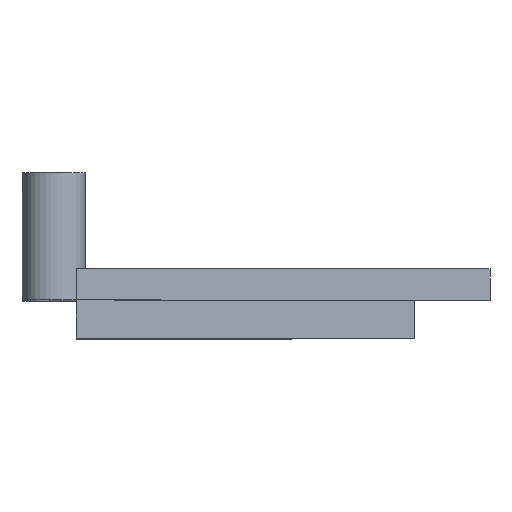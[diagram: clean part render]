
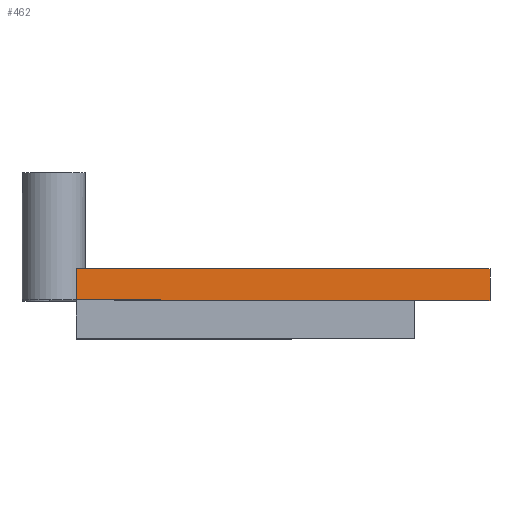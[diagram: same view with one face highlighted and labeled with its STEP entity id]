
A CAD part, top view. The second image highlights one B-rep face of the part: STEP entity #462.
In plain terms, the highlighted planar face has unit normal (0.707, 0, 0.707).
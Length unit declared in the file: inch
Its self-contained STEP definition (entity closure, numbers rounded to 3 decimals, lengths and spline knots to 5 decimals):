
#66=FACE_OUTER_BOUND('',#95,.T.);
#95=EDGE_LOOP('',(#399,#400,#401,#402));
#137=LINE('',#752,#183);
#142=LINE('',#782,#188);
#143=LINE('',#784,#189);
#144=LINE('',#785,#190);
#183=VECTOR('',#609,0.3937);
#188=VECTOR('',#646,0.3937);
#189=VECTOR('',#647,0.3937);
#190=VECTOR('',#648,0.3937);
#223=VERTEX_POINT('',#749);
#224=VERTEX_POINT('',#751);
#233=VERTEX_POINT('',#781);
#234=VERTEX_POINT('',#783);
#278=EDGE_CURVE('',#224,#223,#137,.T.);
#292=EDGE_CURVE('',#223,#233,#142,.T.);
#293=EDGE_CURVE('',#234,#233,#143,.T.);
#294=EDGE_CURVE('',#224,#234,#144,.T.);
#399=ORIENTED_EDGE('',*,*,#278,.T.);
#400=ORIENTED_EDGE('',*,*,#292,.T.);
#401=ORIENTED_EDGE('',*,*,#293,.F.);
#402=ORIENTED_EDGE('',*,*,#294,.F.);
#440=PLANE('',#524);
#462=ADVANCED_FACE('',(#66),#440,.T.);
#524=AXIS2_PLACEMENT_3D('',#780,#644,#645);
#609=DIRECTION('',(0.707,0.,-0.707));
#644=DIRECTION('center_axis',(0.707,0.,0.707));
#645=DIRECTION('ref_axis',(0.707,0.,-0.707));
#646=DIRECTION('',(0.,1.,0.));
#647=DIRECTION('',(0.707,0.,-0.707));
#648=DIRECTION('',(0.,1.,0.));
#749=CARTESIAN_POINT('',(1.62635,0.,0.));
#751=CARTESIAN_POINT('',(0.,0.,1.62635));
#752=CARTESIAN_POINT('',(0.,0.,1.62635));
#780=CARTESIAN_POINT('Origin',(0.,0.,1.62635));
#781=CARTESIAN_POINT('',(1.62635,0.125,0.));
#782=CARTESIAN_POINT('',(1.62635,0.,0.));
#783=CARTESIAN_POINT('',(0.,0.125,1.62635));
#784=CARTESIAN_POINT('',(0.,0.125,1.62635));
#785=CARTESIAN_POINT('',(0.,0.,1.62635));
